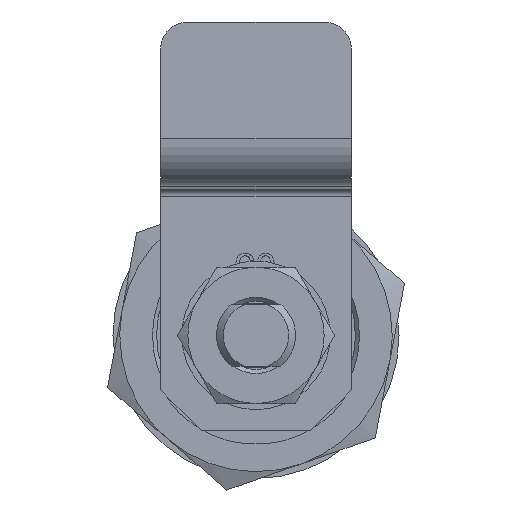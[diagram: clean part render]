
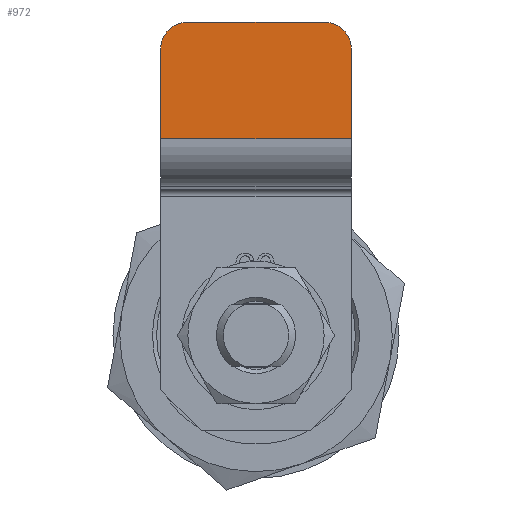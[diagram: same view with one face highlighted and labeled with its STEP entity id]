
A CAD part, front view. The second image highlights one B-rep face of the part: STEP entity #972.
In plain terms, the highlighted planar face has unit normal (0, -1, 0).
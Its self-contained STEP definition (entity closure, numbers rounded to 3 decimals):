
#972=ADVANCED_FACE('',(#1806),#1807,.T.);
#1806=FACE_OUTER_BOUND('',#3979,.T.);
#1807=PLANE('',#3980);
#3979=EDGE_LOOP('',(#6719,#6720,#6721,#6722,#6723,#6724));
#3980=AXIS2_PLACEMENT_3D('',#6725,#6726,#6727);
#6719=ORIENTED_EDGE('',*,*,#7705,.F.);
#6720=ORIENTED_EDGE('',*,*,#7706,.T.);
#6721=ORIENTED_EDGE('',*,*,#7683,.T.);
#6722=ORIENTED_EDGE('',*,*,#7707,.T.);
#6723=ORIENTED_EDGE('',*,*,#7708,.T.);
#6724=ORIENTED_EDGE('',*,*,#7709,.T.);
#6725=CARTESIAN_POINT('',(7.0,-45.7,13.956));
#6726=DIRECTION('',(0.,-1.0,0.));
#6727=DIRECTION('',(0.,0.,1.0));
#7683=EDGE_CURVE('',#9107,#9105,#9108,.T.);
#7705=EDGE_CURVE('',#9141,#9142,#9143,.T.);
#7706=EDGE_CURVE('',#9141,#9107,#9144,.F.);
#7707=EDGE_CURVE('',#9105,#9145,#9146,.T.);
#7708=EDGE_CURVE('',#9145,#9147,#9148,.T.);
#7709=EDGE_CURVE('',#9147,#9142,#9149,.T.);
#9105=VERTEX_POINT('',#13141);
#9107=VERTEX_POINT('',#13144);
#9108=LINE('',#13145,#13146);
#9141=VERTEX_POINT('',#13218);
#9142=VERTEX_POINT('',#13219);
#9143=LINE('',#13220,#13221);
#9144=LINE('',#13222,#13223);
#9145=VERTEX_POINT('',#13224);
#9146=CIRCLE('',#13225,2.0);
#9147=VERTEX_POINT('',#13226);
#9148=LINE('',#13227,#13228);
#9149=CIRCLE('',#13229,2.0);
#13141=CARTESIAN_POINT('',(7.0,-45.7,21.0));
#13144=CARTESIAN_POINT('',(7.0,-45.7,14.439));
#13145=CARTESIAN_POINT('',(7.0,-45.7,13.956));
#13146=VECTOR('',#14134,1.0);
#13218=CARTESIAN_POINT('',(-7.0,-45.7,14.439));
#13219=CARTESIAN_POINT('',(-7.0,-45.7,21.0));
#13220=CARTESIAN_POINT('',(-7.0,-45.7,13.956));
#13221=VECTOR('',#14152,1.0);
#13222=CARTESIAN_POINT('',(7.0,-45.7,14.439));
#13223=VECTOR('',#14153,1.0);
#13224=CARTESIAN_POINT('',(5.0,-45.7,23.0));
#13225=AXIS2_PLACEMENT_3D('',#14154,#14155,#14156);
#13226=CARTESIAN_POINT('',(-5.0,-45.7,23.0));
#13227=CARTESIAN_POINT('',(7.0,-45.7,23.0));
#13228=VECTOR('',#14157,1.0);
#13229=AXIS2_PLACEMENT_3D('',#14158,#14159,#14160);
#14134=DIRECTION('',(0.,0.0,1.0));
#14152=DIRECTION('',(0.,0.0,1.0));
#14153=DIRECTION('',(-1.0,0.,0.));
#14154=CARTESIAN_POINT('',(5.0,-45.7,21.0));
#14155=DIRECTION('',(0.,-1.0,0.));
#14156=DIRECTION('',(1.0,0.,0.));
#14157=DIRECTION('',(-1.0,0.,0.));
#14158=CARTESIAN_POINT('',(-5.0,-45.7,21.0));
#14159=DIRECTION('',(0.,-1.0,0.));
#14160=DIRECTION('',(1.0,0.,0.));
